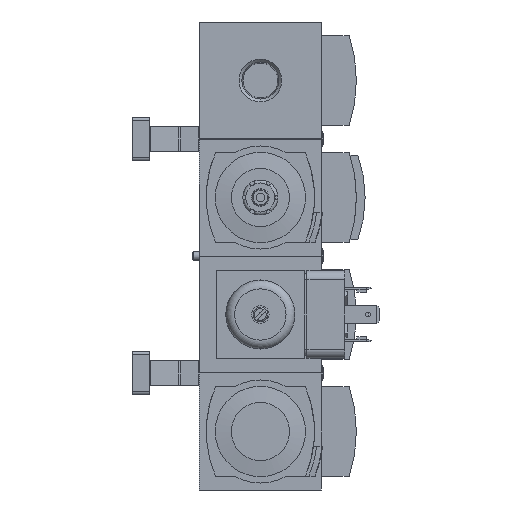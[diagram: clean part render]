
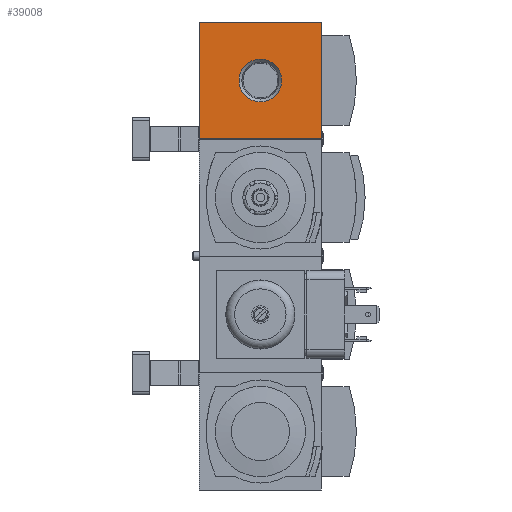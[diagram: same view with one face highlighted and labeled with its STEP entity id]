
A CAD part, front view. The second image highlights one B-rep face of the part: STEP entity #39008.
In plain terms, the highlighted planar face has unit normal (0, -1, 0).
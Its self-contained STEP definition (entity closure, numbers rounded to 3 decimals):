
#395=PLANE('',#40838);
#1570=LINE('',#52165,#4902);
#1676=LINE('',#52387,#5008);
#1691=LINE('',#52425,#5023);
#1761=LINE('',#52673,#5093);
#4902=VECTOR('',#43406,1000.);
#5008=VECTOR('',#43578,1000.);
#5023=VECTOR('',#43607,1000.);
#5093=VECTOR('',#43807,1000.);
#8992=ORIENTED_EDGE('',*,*,#17859,.F.);
#8993=ORIENTED_EDGE('',*,*,#17461,.F.);
#8994=ORIENTED_EDGE('',*,*,#17575,.F.);
#8995=ORIENTED_EDGE('',*,*,#17716,.F.);
#8996=ORIENTED_EDGE('',*,*,#17595,.F.);
#17461=EDGE_CURVE('',#21967,#21968,#1570,.T.);
#17575=EDGE_CURVE('',#22050,#21967,#1676,.T.);
#17595=EDGE_CURVE('',#21968,#22067,#1691,.T.);
#17716=EDGE_CURVE('',#22067,#22050,#1761,.T.);
#17859=EDGE_CURVE('',#22294,#22294,#25029,.T.);
#21967=VERTEX_POINT('',#52164);
#21968=VERTEX_POINT('',#52166);
#22050=VERTEX_POINT('',#52386);
#22067=VERTEX_POINT('',#52426);
#22294=VERTEX_POINT('',#52957);
#25029=CIRCLE('',#40839,7.33);
#25901=EDGE_LOOP('',(#8992));
#25902=EDGE_LOOP('',(#8993,#8994,#8995,#8996));
#27825=FACE_BOUND('',#25901,.T.);
#27826=FACE_BOUND('',#25902,.T.);
#39008=ADVANCED_FACE('',(#27825,#27826),#395,.F.);
#40838=AXIS2_PLACEMENT_3D('',#52955,#44038,#44039);
#40839=AXIS2_PLACEMENT_3D('',#52956,#44040,#44041);
#43406=DIRECTION('',(0.,0.,1.));
#43578=DIRECTION('',(-1.,0.,0.));
#43607=DIRECTION('',(1.,0.,0.));
#43807=DIRECTION('',(0.,0.,-1.));
#44038=DIRECTION('',(0.,1.,0.));
#44039=DIRECTION('',(0.,0.,1.));
#44040=DIRECTION('',(0.,-1.,0.));
#44041=DIRECTION('',(1.,0.,0.));
#52164=CARTESIAN_POINT('',(-21.,-31.5,-20.1));
#52165=CARTESIAN_POINT('',(-21.,-31.5,-20.1));
#52166=CARTESIAN_POINT('',(-21.,-31.5,20.1));
#52386=CARTESIAN_POINT('',(21.,-31.5,-20.1));
#52387=CARTESIAN_POINT('',(21.,-31.5,-20.1));
#52425=CARTESIAN_POINT('',(-21.,-31.5,20.1));
#52426=CARTESIAN_POINT('',(21.,-31.5,20.1));
#52673=CARTESIAN_POINT('',(21.,-31.5,20.1));
#52955=CARTESIAN_POINT('',(0.,-31.5,0.));
#52956=CARTESIAN_POINT('',(0.,-31.5,0.));
#52957=CARTESIAN_POINT('',(7.33,-31.5,0.));
